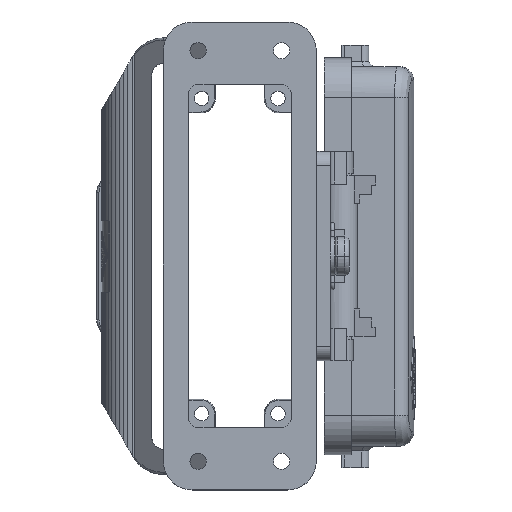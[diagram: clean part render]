
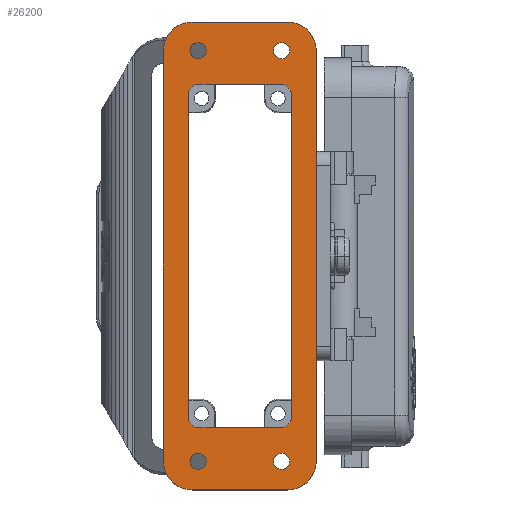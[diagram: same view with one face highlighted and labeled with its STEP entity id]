
A CAD part, top view. The second image highlights one B-rep face of the part: STEP entity #26200.
In plain terms, the highlighted face is planar.
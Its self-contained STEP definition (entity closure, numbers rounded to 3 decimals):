
#24150=CARTESIAN_POINT('',(28.679,-23.8,
26.221));
#24160=DIRECTION('',(0.,-1.,0.));
#24170=DIRECTION('',(0.,0.,-1.));
#24180=AXIS2_PLACEMENT_3D('',#24150,#24160,#24170);
#24190=PLANE('',#24180);
#24200=CARTESIAN_POINT('',(45.9,-23.8,
5.65));
#24210=DIRECTION('',(0.,-1.,0.));
#24220=DIRECTION('',(0.,0.,1.));
#24230=AXIS2_PLACEMENT_3D('',#24200,#24210,#24220);
#24240=CIRCLE('',#24230,1.7);
#24250=CARTESIAN_POINT('',(45.9,-23.8,
7.35));
#24260=VERTEX_POINT('',#24250);
#24270=CARTESIAN_POINT('',(45.9,-23.8,
3.95));
#24280=VERTEX_POINT('',#24270);
#24290=EDGE_CURVE('',#24260,#24280,#24240,.T.);
#24300=ORIENTED_EDGE('',*,*,#24290,.F.);
#24310=EDGE_CURVE('',#24280,#24260,#24240,.T.);
#24320=ORIENTED_EDGE('',*,*,#24310,.F.);
#24330=EDGE_LOOP('',(#24320,#24300));
#24340=FACE_BOUND('',#24330,.T.);
#24350=CARTESIAN_POINT('',(-40.1,-23.8,
5.65));
#24360=DIRECTION('',(0.,-1.,0.));
#24370=DIRECTION('',(0.,0.,1.));
#24380=AXIS2_PLACEMENT_3D('',#24350,#24360,#24370);
#24390=CIRCLE('',#24380,1.7);
#24400=CARTESIAN_POINT('',(-40.1,-23.8,
7.35));
#24410=VERTEX_POINT('',#24400);
#24420=CARTESIAN_POINT('',(-40.1,-23.8,
3.95));
#24430=VERTEX_POINT('',#24420);
#24440=EDGE_CURVE('',#24410,#24430,#24390,.T.);
#24450=ORIENTED_EDGE('',*,*,#24440,.F.);
#24460=EDGE_CURVE('',#24430,#24410,#24390,.T.);
#24470=ORIENTED_EDGE('',*,*,#24460,.F.);
#24480=EDGE_LOOP('',(#24470,#24450));
#24490=FACE_BOUND('',#24480,.T.);
#24500=CARTESIAN_POINT('',(-30.6,-23.8,
22.75));
#24510=DIRECTION('',(0.,1.,0.));
#24520=DIRECTION('',(0.,0.,1.));
#24530=AXIS2_PLACEMENT_3D('',#24500,#24510,#24520);
#24540=CIRCLE('',#24530,2.5);
#24550=CARTESIAN_POINT('',(-33.1,-23.8,
22.75));
#24560=VERTEX_POINT('',#24550);
#24570=CARTESIAN_POINT('',(-30.6,-23.8,
25.25));
#24580=VERTEX_POINT('',#24570);
#24590=EDGE_CURVE('',#24560,#24580,#24540,.T.);
#24600=ORIENTED_EDGE('',*,*,#24590,.T.);
#24610=CARTESIAN_POINT('',(-33.1,-23.8,0.));
#24620=DIRECTION('',(0.,0.,-1.));
#24630=VECTOR('',#24620,1.);
#24640=LINE('',#24610,#24630);
#24650=CARTESIAN_POINT('',(-33.1,-23.8,
6.05));
#24660=VERTEX_POINT('',#24650);
#24670=EDGE_CURVE('',#24560,#24660,#24640,.T.);
#24680=ORIENTED_EDGE('',*,*,#24670,.F.);
#24690=CARTESIAN_POINT('',(-30.6,-23.8,
6.05));
#24700=DIRECTION('',(0.,1.,0.));
#24710=DIRECTION('',(0.,0.,1.));
#24720=AXIS2_PLACEMENT_3D('',#24690,#24700,#24710);
#24730=CIRCLE('',#24720,2.5);
#24740=CARTESIAN_POINT('',(-30.6,-23.8,
3.55));
#24750=VERTEX_POINT('',#24740);
#24760=EDGE_CURVE('',#24750,#24660,#24730,.T.);
#24770=ORIENTED_EDGE('',*,*,#24760,.T.);
#24780=CARTESIAN_POINT('',(0.,-23.8,3.55));
#24790=DIRECTION('',(1.,0.,0.));
#24800=VECTOR('',#24790,1.);
#24810=LINE('',#24780,#24800);
#24820=CARTESIAN_POINT('',(36.4,-23.8,
3.55));
#24830=VERTEX_POINT('',#24820);
#24840=EDGE_CURVE('',#24750,#24830,#24810,.T.);
#24850=ORIENTED_EDGE('',*,*,#24840,.F.);
#24860=CARTESIAN_POINT('',(36.4,-23.8,
6.05));
#24870=DIRECTION('',(0.,1.,0.));
#24880=DIRECTION('',(0.,0.,1.));
#24890=AXIS2_PLACEMENT_3D('',#24860,#24870,#24880);
#24900=CIRCLE('',#24890,2.5);
#24910=CARTESIAN_POINT('',(38.9,-23.8,
6.05));
#24920=VERTEX_POINT('',#24910);
#24930=EDGE_CURVE('',#24920,#24830,#24900,.T.);
#24940=ORIENTED_EDGE('',*,*,#24930,.T.);
#24950=CARTESIAN_POINT('',(38.9,-23.8,0.));
#24960=DIRECTION('',(0.,0.,1.));
#24970=VECTOR('',#24960,1.);
#24980=LINE('',#24950,#24970);
#24990=CARTESIAN_POINT('',(38.9,-23.8,
22.75));
#25000=VERTEX_POINT('',#24990);
#25010=EDGE_CURVE('',#24920,#25000,#24980,.T.);
#25020=ORIENTED_EDGE('',*,*,#25010,.F.);
#25030=CARTESIAN_POINT('',(36.4,-23.8,
22.75));
#25040=DIRECTION('',(0.,1.,0.));
#25050=DIRECTION('',(0.,0.,1.));
#25060=AXIS2_PLACEMENT_3D('',#25030,#25040,#25050);
#25070=CIRCLE('',#25060,2.5);
#25080=CARTESIAN_POINT('',(36.4,-23.8,
25.25));
#25090=VERTEX_POINT('',#25080);
#25100=EDGE_CURVE('',#25090,#25000,#25070,.T.);
#25110=ORIENTED_EDGE('',*,*,#25100,.T.);
#25120=CARTESIAN_POINT('',(0.,-23.8,25.25));
#25130=DIRECTION('',(-1.,0.,0.));
#25140=VECTOR('',#25130,1.);
#25150=LINE('',#25120,#25140);
#25160=EDGE_CURVE('',#25090,#24580,#25150,.T.);
#25170=ORIENTED_EDGE('',*,*,#25160,.F.);
#25180=EDGE_LOOP('',(#25170,#25110,#25020,#24940,#24850,#24770,#24680,
#24600));
#25190=FACE_BOUND('',#25180,.T.);
#25200=CARTESIAN_POINT('',(-40.1,-23.8,
23.15));
#25210=DIRECTION('',(0.,-1.,0.));
#25220=DIRECTION('',(0.,0.,1.));
#25230=AXIS2_PLACEMENT_3D('',#25200,#25210,#25220);
#25240=CIRCLE('',#25230,1.7);
#25250=CARTESIAN_POINT('',(-40.1,-23.8,
24.85));
#25260=VERTEX_POINT('',#25250);
#25270=CARTESIAN_POINT('',(-40.1,-23.8,
21.45));
#25280=VERTEX_POINT('',#25270);
#25290=EDGE_CURVE('',#25260,#25280,#25240,.T.);
#25300=ORIENTED_EDGE('',*,*,#25290,.F.);
#25310=EDGE_CURVE('',#25280,#25260,#25240,.T.);
#25320=ORIENTED_EDGE('',*,*,#25310,.F.);
#25330=EDGE_LOOP('',(#25320,#25300));
#25340=FACE_BOUND('',#25330,.T.);
#25350=CARTESIAN_POINT('',(45.9,-23.8,
23.15));
#25360=DIRECTION('',(0.,-1.,0.));
#25370=DIRECTION('',(0.,0.,1.));
#25380=AXIS2_PLACEMENT_3D('',#25350,#25360,#25370);
#25390=CIRCLE('',#25380,1.7);
#25400=CARTESIAN_POINT('',(45.9,-23.8,
24.85));
#25410=VERTEX_POINT('',#25400);
#25420=CARTESIAN_POINT('',(45.9,-23.8,
21.45));
#25430=VERTEX_POINT('',#25420);
#25440=EDGE_CURVE('',#25410,#25430,#25390,.T.);
#25450=ORIENTED_EDGE('',*,*,#25440,.F.);
#25460=EDGE_CURVE('',#25430,#25410,#25390,.T.);
#25470=ORIENTED_EDGE('',*,*,#25460,.F.);
#25480=EDGE_LOOP('',(#25470,#25450));
#25490=FACE_BOUND('',#25480,.T.);
#25500=CARTESIAN_POINT('',(45.9,-23.8,
24.4));
#25510=DIRECTION('',(0.,-1.,0.));
#25520=DIRECTION('',(0.,0.,-1.));
#25530=AXIS2_PLACEMENT_3D('',#25500,#25510,#25520);
#25540=CIRCLE('',#25530,6.);
#25550=CARTESIAN_POINT('',(51.9,-23.8,
24.4));
#25560=VERTEX_POINT('',#25550);
#25570=CARTESIAN_POINT('',(45.9,-23.8,
30.4));
#25580=VERTEX_POINT('',#25570);
#25590=EDGE_CURVE('',#25560,#25580,#25540,.T.);
#25600=ORIENTED_EDGE('',*,*,#25590,.T.);
#25610=CARTESIAN_POINT('',(51.9,-23.8,0.));
#25620=DIRECTION('',(0.,0.,-1.));
#25630=VECTOR('',#25620,1.);
#25640=LINE('',#25610,#25630);
#25650=CARTESIAN_POINT('',(51.9,-23.8,
4.4));
#25660=VERTEX_POINT('',#25650);
#25670=EDGE_CURVE('',#25560,#25660,#25640,.T.);
#25680=ORIENTED_EDGE('',*,*,#25670,.F.);
#25690=CARTESIAN_POINT('',(45.9,-23.8,
4.4));
#25700=DIRECTION('',(0.,-1.,0.));
#25710=DIRECTION('',(0.,0.,-1.));
#25720=AXIS2_PLACEMENT_3D('',#25690,#25700,#25710);
#25730=CIRCLE('',#25720,6.);
#25740=CARTESIAN_POINT('',(45.9,-23.8,
-1.6));
#25750=VERTEX_POINT('',#25740);
#25760=EDGE_CURVE('',#25750,#25660,#25730,.T.);
#25770=ORIENTED_EDGE('',*,*,#25760,.T.);
#25780=CARTESIAN_POINT('',(0.,-23.8,-1.6));
#25790=DIRECTION('',(-1.,0.,0.));
#25800=VECTOR('',#25790,1.);
#25810=LINE('',#25780,#25800);
#25820=CARTESIAN_POINT('',(-40.1,-23.8,
-1.6));
#25830=VERTEX_POINT('',#25820);
#25840=EDGE_CURVE('',#25750,#25830,#25810,.T.);
#25850=ORIENTED_EDGE('',*,*,#25840,.F.);
#25860=CARTESIAN_POINT('',(-40.1,-23.8,
4.4));
#25870=DIRECTION('',(0.,-1.,0.));
#25880=DIRECTION('',(0.,0.,-1.));
#25890=AXIS2_PLACEMENT_3D('',#25860,#25870,#25880);
#25900=CIRCLE('',#25890,6.);
#25910=CARTESIAN_POINT('',(-46.1,-23.8,
4.4));
#25920=VERTEX_POINT('',#25910);
#25930=EDGE_CURVE('',#25920,#25830,#25900,.T.);
#25940=ORIENTED_EDGE('',*,*,#25930,.T.);
#25950=CARTESIAN_POINT('',(-46.1,-23.8,0.));
#25960=DIRECTION('',(0.,0.,1.));
#25970=VECTOR('',#25960,1.);
#25980=LINE('',#25950,#25970);
#25990=CARTESIAN_POINT('',(-46.1,-23.8,
24.4));
#26000=VERTEX_POINT('',#25990);
#26010=EDGE_CURVE('',#25920,#26000,#25980,.T.);
#26020=ORIENTED_EDGE('',*,*,#26010,.F.);
#26030=CARTESIAN_POINT('',(-40.1,-23.8,
24.4));
#26040=DIRECTION('',(0.,-1.,0.));
#26050=DIRECTION('',(0.,0.,-1.));
#26060=AXIS2_PLACEMENT_3D('',#26030,#26040,#26050);
#26070=CIRCLE('',#26060,6.);
#26080=CARTESIAN_POINT('',(-40.1,-23.8,
30.4));
#26090=VERTEX_POINT('',#26080);
#26100=EDGE_CURVE('',#26090,#26000,#26070,.T.);
#26110=ORIENTED_EDGE('',*,*,#26100,.T.);
#26120=CARTESIAN_POINT('',(0.,-23.8,30.4));
#26130=DIRECTION('',(1.,0.,0.));
#26140=VECTOR('',#26130,1.);
#26150=LINE('',#26120,#26140);
#26160=EDGE_CURVE('',#26090,#25580,#26150,.T.);
#26170=ORIENTED_EDGE('',*,*,#26160,.F.);
#26180=EDGE_LOOP('',(#26170,#26110,#26020,#25940,#25850,#25770,#25680,
#25600));
#26190=FACE_OUTER_BOUND('',#26180,.T.);
#26200=ADVANCED_FACE('',(#24340,#24490,#25190,#25340,#25490,#26190),
#24190,.T.);
